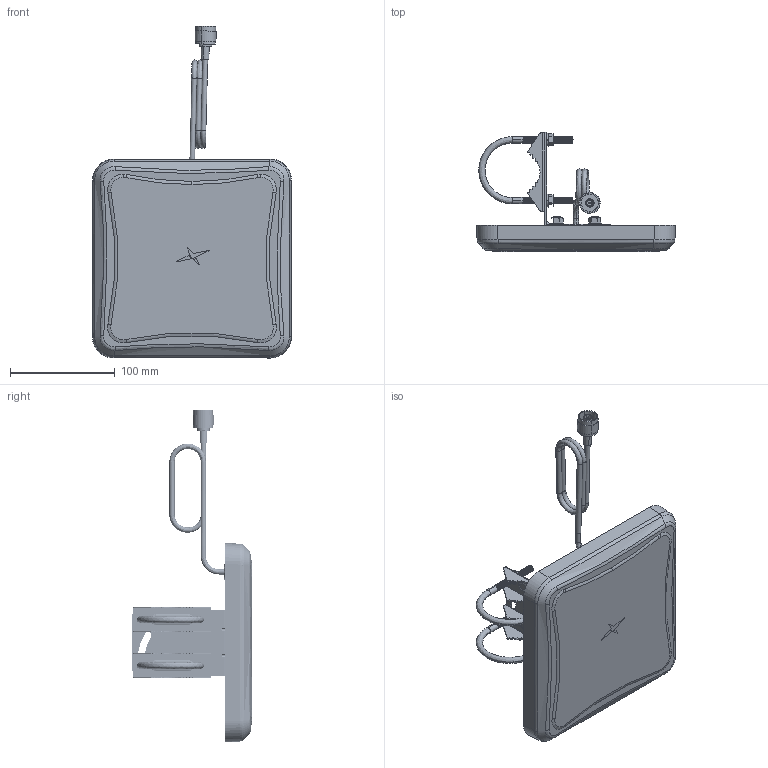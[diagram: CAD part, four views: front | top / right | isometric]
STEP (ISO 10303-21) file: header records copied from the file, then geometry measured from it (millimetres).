
FILE_DESCRIPTION (( 'STEP AP214' ), '1' );
FILE_NAME ('FG.81.A_Web.STEP', '2024-09-25T09:00:04', ( '' ), ( '' ), 'SwSTEP 2.0', 'SolidWorks 2022', '' );
FILE_SCHEMA (( 'AUTOMOTIVE_DESIGN' ));
Length unit declared in the file: millimetre
Products named in the file (1): FG.81.A_Web
Bounding box: 190 x 113.9 x 317.21 mm (x, y, z)
Surface area: 185690.4 mm2 (no closed solid volume)
Topology: 0 solids, 64 shells, 1087 faces, 3483 edges, 2424 vertices
Faces by surface type: cylinder 694, plane 230, cone 100, bspline 63
Entity records: 80394 total; most frequent: CARTESIAN_POINT 42357, ORIENTED_EDGE 5367, DIRECTION 4736, EDGE_CURVE 3481, VERTEX_POINT 2424, AXIS2_PLACEMENT_3D 1705, LINE 1326, VECTOR 1326
